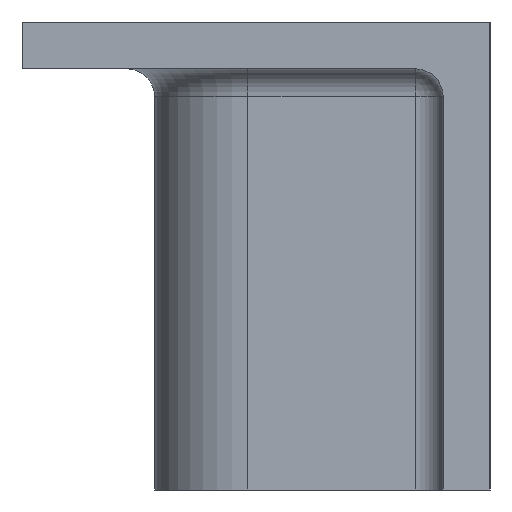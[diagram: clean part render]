
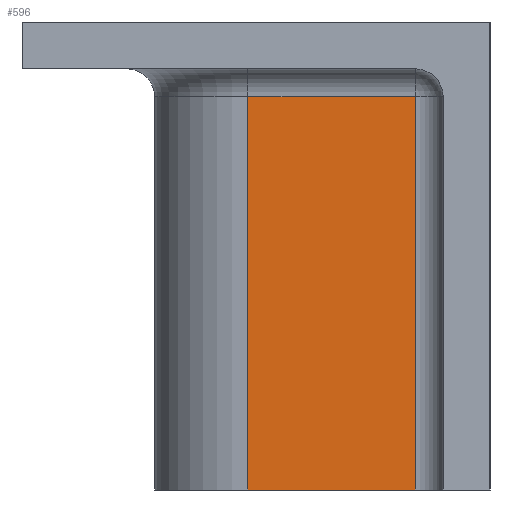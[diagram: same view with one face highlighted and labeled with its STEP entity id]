
A CAD part, left-side view. The second image highlights one B-rep face of the part: STEP entity #596.
In plain terms, the highlighted planar face has unit normal (-1, 0, 0).
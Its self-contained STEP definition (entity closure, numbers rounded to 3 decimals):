
#1 = PLANE ( 'NONE',  #95 ) ;
#8 = ORIENTED_EDGE ( 'NONE', *, *, #1781, .T. ) ;
#13 = FACE_OUTER_BOUND ( 'NONE', #1379, .T. ) ;
#95 = AXIS2_PLACEMENT_3D ( 'NONE', #1668, #1352, #443 ) ;
#190 = VECTOR ( 'NONE', #518, 1000. ) ;
#339 = CARTESIAN_POINT ( 'NONE',  ( 24., 25.858, 0. ) ) ;
#350 = EDGE_CURVE ( 'NONE', #1731, #526, #1794, .T. ) ;
#423 = VECTOR ( 'NONE', #1972, 1000. ) ;
#443 = DIRECTION ( 'NONE',  ( 0., 0., -1. ) ) ;
#518 = DIRECTION ( 'NONE',  ( 0., 0., -1. ) ) ;
#526 = VERTEX_POINT ( 'NONE', #1333 ) ;
#596 = ADVANCED_FACE ( 'NONE', ( #13 ), #1, .F. ) ;
#672 = VECTOR ( 'NONE', #1962, 1000. ) ;
#699 = CARTESIAN_POINT ( 'NONE',  ( 24., 8., 21. ) ) ;
#874 = CARTESIAN_POINT ( 'NONE',  ( 24., 0., 21. ) ) ;
#935 = CARTESIAN_POINT ( 'NONE',  ( 24., 25.858, -21. ) ) ;
#991 = ORIENTED_EDGE ( 'NONE', *, *, #350, .T. ) ;
#1033 = ORIENTED_EDGE ( 'NONE', *, *, #1091, .T. ) ;
#1081 = LINE ( 'NONE', #339, #190 ) ;
#1091 = EDGE_CURVE ( 'NONE', #526, #1968, #1081, .T. ) ;
#1213 = EDGE_CURVE ( 'NONE', #1246, #1968, #1455, .T. ) ;
#1246 = VERTEX_POINT ( 'NONE', #1746 ) ;
#1260 = CARTESIAN_POINT ( 'NONE',  ( 24., 0., -21. ) ) ;
#1333 = CARTESIAN_POINT ( 'NONE',  ( 24., 25.858, 21. ) ) ;
#1352 = DIRECTION ( 'NONE',  ( 1., 0., 0. ) ) ;
#1379 = EDGE_LOOP ( 'NONE', ( #8, #991, #1033, #1661 ) ) ;
#1455 = LINE ( 'NONE', #1260, #1550 ) ;
#1464 = LINE ( 'NONE', #1929, #672 ) ;
#1550 = VECTOR ( 'NONE', #1912, 1000. ) ;
#1661 = ORIENTED_EDGE ( 'NONE', *, *, #1213, .F. ) ;
#1668 = CARTESIAN_POINT ( 'NONE',  ( 24., 0., 0. ) ) ;
#1731 = VERTEX_POINT ( 'NONE', #699 ) ;
#1746 = CARTESIAN_POINT ( 'NONE',  ( 24., 8., -21. ) ) ;
#1781 = EDGE_CURVE ( 'NONE', #1246, #1731, #1464, .T. ) ;
#1794 = LINE ( 'NONE', #874, #423 ) ;
#1912 = DIRECTION ( 'NONE',  ( 0., 1., 0. ) ) ;
#1929 = CARTESIAN_POINT ( 'NONE',  ( 24., 8., 24. ) ) ;
#1962 = DIRECTION ( 'NONE',  ( 0., 0., 1. ) ) ;
#1968 = VERTEX_POINT ( 'NONE', #935 ) ;
#1972 = DIRECTION ( 'NONE',  ( 0., 1., 0. ) ) ;
